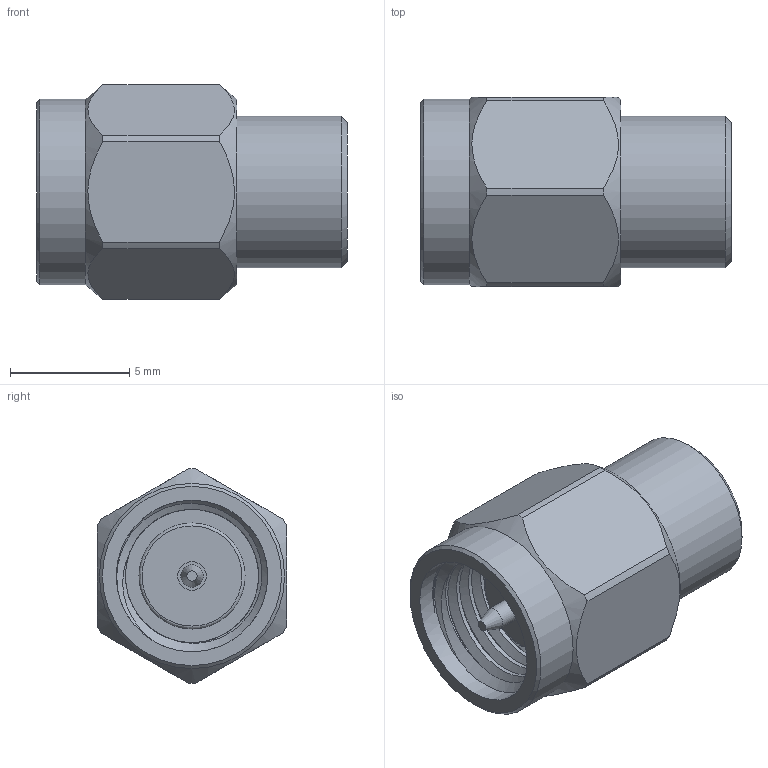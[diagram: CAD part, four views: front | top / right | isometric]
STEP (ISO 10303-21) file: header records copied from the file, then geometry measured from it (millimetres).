
FILE_DESCRIPTION (( 'STEP AP203' ), '1' );
FILE_NAME ('ST1820_3D.step', '2021-08-17T16:19:48', ( '' ), ( '' ), 'SwSTEP 2.0', 'SolidWorks 2021', '' );
FILE_SCHEMA (( 'CONFIG_CONTROL_DESIGN' ));
Length unit declared in the file: inch
Products named in the file (1): ST1820_3D
Bounding box: 13 x 7.94 x 8.99 mm (x, y, z)
Volume: 473 mm3; surface area: 639.7 mm2
Topology: 1 solids, 1 shells, 44 faces, 117 edges, 81 vertices
Faces by surface type: cylinder 19, plane 14, cone 7, bspline 4
Full cylindrical faces by diameter (mm): 0.94 x1, 1.194 x1, 4.445 x1, 6.35 x7, 6.604 x1, 7.762 x1
Entity records: 3289 total; most frequent: CARTESIAN_POINT 2357, ORIENTED_EDGE 188, DIRECTION 146, EDGE_CURVE 94, VERTEX_POINT 78, AXIS2_PLACEMENT_3D 67, EDGE_LOOP 58, FACE_OUTER_BOUND 46
